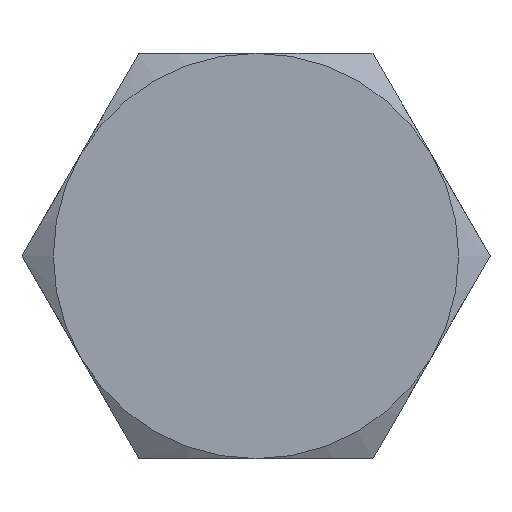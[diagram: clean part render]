
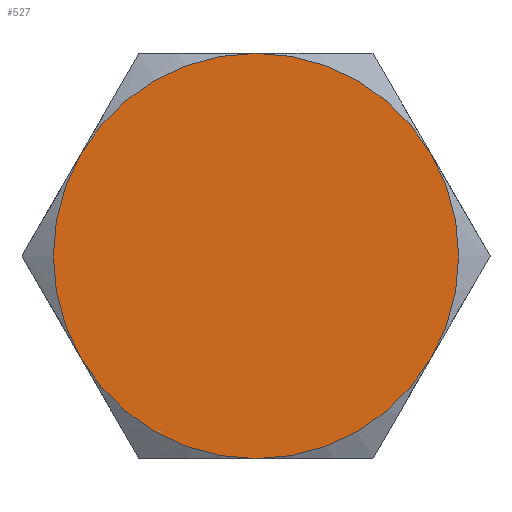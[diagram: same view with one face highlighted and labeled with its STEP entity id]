
A CAD part, left-side view. The second image highlights one B-rep face of the part: STEP entity #527.
In plain terms, the highlighted planar face has unit normal (-1, 0, 0).
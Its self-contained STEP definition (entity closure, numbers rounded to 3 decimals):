
#10 = AXIS2_PLACEMENT_3D ( 'NONE', #133, #422, #574 ) ;
#13 = VERTEX_POINT ( 'NONE', #600 ) ;
#15 = DIRECTION ( 'NONE',  ( 1., 0., 0. ) ) ;
#16 = DIRECTION ( 'NONE',  ( 1., 0., 0. ) ) ;
#17 = CIRCLE ( 'NONE', #10, 6.5 ) ;
#33 = CARTESIAN_POINT ( 'NONE',  ( 0., 0., -6.5 ) ) ;
#47 = CARTESIAN_POINT ( 'NONE',  ( 0., 0., 0. ) ) ;
#79 = AXIS2_PLACEMENT_3D ( 'NONE', #47, #489, #382 ) ;
#81 = CARTESIAN_POINT ( 'NONE',  ( 0., 0., 6.5 ) ) ;
#109 = VERTEX_POINT ( 'NONE', #300 ) ;
#119 = VERTEX_POINT ( 'NONE', #81 ) ;
#133 = CARTESIAN_POINT ( 'NONE',  ( 0., 0., 0. ) ) ;
#147 = EDGE_CURVE ( 'NONE', #200, #13, #549, .T. ) ;
#151 = AXIS2_PLACEMENT_3D ( 'NONE', #165, #500, #170 ) ;
#155 = CARTESIAN_POINT ( 'NONE',  ( 0., 5.629, 3.25 ) ) ;
#165 = CARTESIAN_POINT ( 'NONE',  ( 0., 0., 0. ) ) ;
#166 = EDGE_CURVE ( 'NONE', #109, #219, #17, .T. ) ;
#170 = DIRECTION ( 'NONE',  ( 0., 0., -1. ) ) ;
#191 = CIRCLE ( 'NONE', #262, 6.5 ) ;
#193 = DIRECTION ( 'NONE',  ( 0., 0., -1. ) ) ;
#200 = VERTEX_POINT ( 'NONE', #472 ) ;
#204 = DIRECTION ( 'NONE',  ( -1., 0., 0. ) ) ;
#206 = EDGE_CURVE ( 'NONE', #119, #219, #537, .T. ) ;
#219 = VERTEX_POINT ( 'NONE', #155 ) ;
#226 = AXIS2_PLACEMENT_3D ( 'NONE', #686, #204, #426 ) ;
#248 = DIRECTION ( 'NONE',  ( 1., 0., 0. ) ) ;
#258 = FACE_OUTER_BOUND ( 'NONE', #569, .T. ) ;
#262 = AXIS2_PLACEMENT_3D ( 'NONE', #522, #15, #425 ) ;
#270 = CIRCLE ( 'NONE', #151, 6.5 ) ;
#281 = ORIENTED_EDGE ( 'NONE', *, *, #298, .F. ) ;
#298 = EDGE_CURVE ( 'NONE', #119, #200, #550, .T. ) ;
#300 = CARTESIAN_POINT ( 'NONE',  ( 0., 5.629, -3.25 ) ) ;
#306 = DIRECTION ( 'NONE',  ( 0., 0., -1. ) ) ;
#319 = ORIENTED_EDGE ( 'NONE', *, *, #206, .T. ) ;
#331 = VERTEX_POINT ( 'NONE', #33 ) ;
#365 = PLANE ( 'NONE',  #573 ) ;
#382 = DIRECTION ( 'NONE',  ( 0., 0., -1. ) ) ;
#422 = DIRECTION ( 'NONE',  ( 1., 0., 0. ) ) ;
#425 = DIRECTION ( 'NONE',  ( 0., 0., -1. ) ) ;
#426 = DIRECTION ( 'NONE',  ( 0., 0., 1. ) ) ;
#430 = ORIENTED_EDGE ( 'NONE', *, *, #147, .F. ) ;
#471 = CARTESIAN_POINT ( 'NONE',  ( 0., 11.258, 6.5 ) ) ;
#472 = CARTESIAN_POINT ( 'NONE',  ( 0., -5.629, 3.25 ) ) ;
#478 = CARTESIAN_POINT ( 'NONE',  ( 0., 0., 0. ) ) ;
#480 = EDGE_CURVE ( 'NONE', #331, #109, #270, .T. ) ;
#489 = DIRECTION ( 'NONE',  ( 1., 0., 0. ) ) ;
#500 = DIRECTION ( 'NONE',  ( 1., 0., 0. ) ) ;
#522 = CARTESIAN_POINT ( 'NONE',  ( 0., 0., 0. ) ) ;
#527 = ADVANCED_FACE ( 'NONE', ( #258 ), #365, .F. ) ;
#537 = CIRCLE ( 'NONE', #226, 6.5 ) ;
#549 = CIRCLE ( 'NONE', #633, 6.5 ) ;
#550 = CIRCLE ( 'NONE', #79, 6.5 ) ;
#556 = EDGE_CURVE ( 'NONE', #13, #331, #191, .T. ) ;
#569 = EDGE_LOOP ( 'NONE', ( #679, #666, #430, #281, #319, #601 ) ) ;
#573 = AXIS2_PLACEMENT_3D ( 'NONE', #471, #16, #306 ) ;
#574 = DIRECTION ( 'NONE',  ( 0., 0., -1. ) ) ;
#600 = CARTESIAN_POINT ( 'NONE',  ( 0., -5.629, -3.25 ) ) ;
#601 = ORIENTED_EDGE ( 'NONE', *, *, #166, .F. ) ;
#633 = AXIS2_PLACEMENT_3D ( 'NONE', #478, #248, #193 ) ;
#666 = ORIENTED_EDGE ( 'NONE', *, *, #556, .F. ) ;
#679 = ORIENTED_EDGE ( 'NONE', *, *, #480, .F. ) ;
#686 = CARTESIAN_POINT ( 'NONE',  ( 0., 0., 0. ) ) ;
